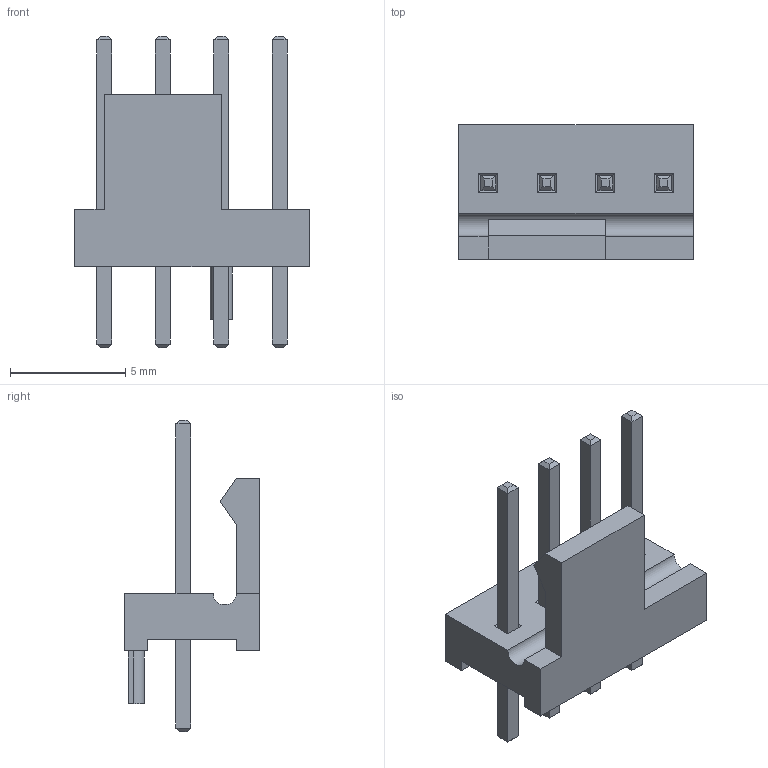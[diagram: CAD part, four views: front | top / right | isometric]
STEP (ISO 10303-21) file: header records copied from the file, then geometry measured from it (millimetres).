
FILE_DESCRIPTION (( 'STEP AP214' ), '1' );
FILE_NAME ('Molex 47053-1000.STEP', '2021-11-30T17:13:05', ( '' ), ( '' ), 'SwSTEP 2.0', 'SolidWorks 2021', '' );
FILE_SCHEMA (( 'AUTOMOTIVE_DESIGN' ));
Length unit declared in the file: millimetre
Products named in the file (1): Molex 47053-1000
Bounding box: 10.2 x 5.84 x 13.5 mm (x, y, z)
Volume: 174.1 mm3; surface area: 400.5 mm2
Topology: 1 solids, 1 shells, 128 faces, 285 edges, 168 vertices
Faces by surface type: plane 126, cylinder 2
Entity records: 4211 total; most frequent: CARTESIAN_POINT 582, ORIENTED_EDGE 570, DIRECTION 547, EDGE_CURVE 285, LINE 281, VECTOR 281, VERTEX_POINT 168, EDGE_LOOP 137
